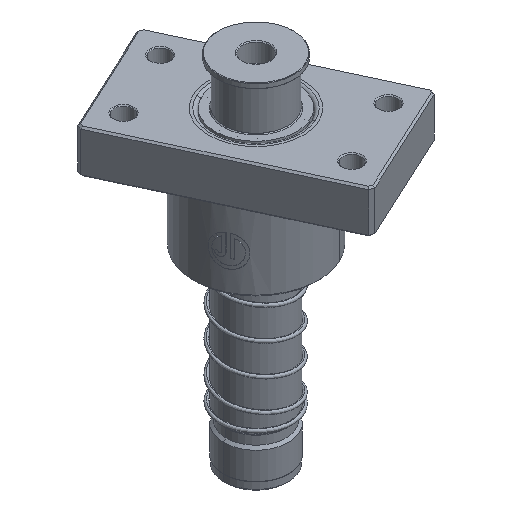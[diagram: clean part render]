
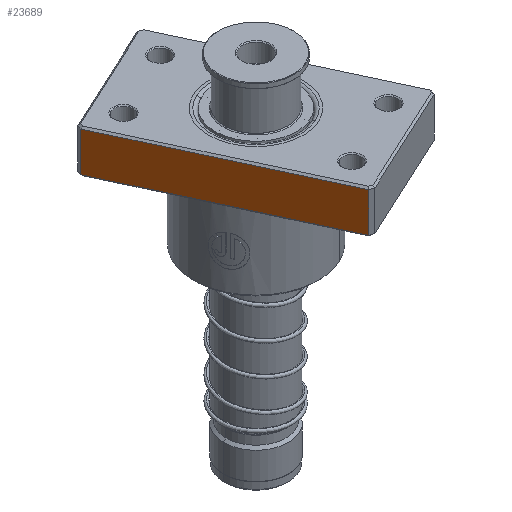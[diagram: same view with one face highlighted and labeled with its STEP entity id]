
A CAD part, isometric view. The second image highlights one B-rep face of the part: STEP entity #23689.
In plain terms, the highlighted face is planar.
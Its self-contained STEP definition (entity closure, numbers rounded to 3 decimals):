
#1127 = EDGE_CURVE ( 'NONE', #26522, #20626, #7008, .T. ) ;
#2476 = FACE_OUTER_BOUND ( 'NONE', #29627, .T. ) ;
#2877 = LINE ( 'NONE', #18677, #28828 ) ;
#3243 = EDGE_CURVE ( 'NONE', #15139, #27756, #3574, .T. ) ;
#3325 = DIRECTION ( 'NONE',  ( 1., 0., 0. ) ) ;
#3574 = LINE ( 'NONE', #23780, #21548 ) ;
#5052 = ORIENTED_EDGE ( 'NONE', *, *, #1127, .T. ) ;
#7008 = LINE ( 'NONE', #26466, #31755 ) ;
#8999 = DIRECTION ( 'NONE',  ( 0., -1., 0. ) ) ;
#9211 = DIRECTION ( 'NONE',  ( 0., 0., -1. ) ) ;
#10795 = EDGE_CURVE ( 'NONE', #27756, #26522, #13729, .T. ) ;
#11328 = ORIENTED_EDGE ( 'NONE', *, *, #3243, .T. ) ;
#13123 = CARTESIAN_POINT ( 'NONE',  ( -63., 37.5, 24. ) ) ;
#13623 = CARTESIAN_POINT ( 'NONE',  ( 63., 37.5, 24. ) ) ;
#13729 = LINE ( 'NONE', #30407, #18946 ) ;
#14760 = ORIENTED_EDGE ( 'NONE', *, *, #10795, .T. ) ;
#15139 = VERTEX_POINT ( 'NONE', #13123 ) ;
#16158 = EDGE_CURVE ( 'NONE', #15139, #20626, #2877, .T. ) ;
#17315 = PLANE ( 'NONE',  #28559 ) ;
#18677 = CARTESIAN_POINT ( 'NONE',  ( -63., 37.5, 25. ) ) ;
#18946 = VECTOR ( 'NONE', #27820, 1000. ) ;
#20431 = ORIENTED_EDGE ( 'NONE', *, *, #16158, .F. ) ;
#20626 = VERTEX_POINT ( 'NONE', #27555 ) ;
#21548 = VECTOR ( 'NONE', #3325, 1000. ) ;
#23689 = ADVANCED_FACE ( 'NONE', ( #2476 ), #17315, .F. ) ;
#23780 = CARTESIAN_POINT ( 'NONE',  ( 63., 37.5, 24. ) ) ;
#24224 = CARTESIAN_POINT ( 'NONE',  ( 63., 37.5, 1. ) ) ;
#26466 = CARTESIAN_POINT ( 'NONE',  ( -63., 37.5, 1. ) ) ;
#26522 = VERTEX_POINT ( 'NONE', #24224 ) ;
#26592 = DIRECTION ( 'NONE',  ( -1., 0., 0. ) ) ;
#27555 = CARTESIAN_POINT ( 'NONE',  ( -63., 37.5, 1. ) ) ;
#27756 = VERTEX_POINT ( 'NONE', #13623 ) ;
#27820 = DIRECTION ( 'NONE',  ( 0., 0., -1. ) ) ;
#28559 = AXIS2_PLACEMENT_3D ( 'NONE', #33020, #8999, #9211 ) ;
#28828 = VECTOR ( 'NONE', #32265, 1000. ) ;
#29627 = EDGE_LOOP ( 'NONE', ( #14760, #5052, #20431, #11328 ) ) ;
#30407 = CARTESIAN_POINT ( 'NONE',  ( 63., 37.5, 25. ) ) ;
#31755 = VECTOR ( 'NONE', #26592, 1000. ) ;
#32265 = DIRECTION ( 'NONE',  ( 0., 0., -1. ) ) ;
#33020 = CARTESIAN_POINT ( 'NONE',  ( -63., 37.5, 25. ) ) ;
